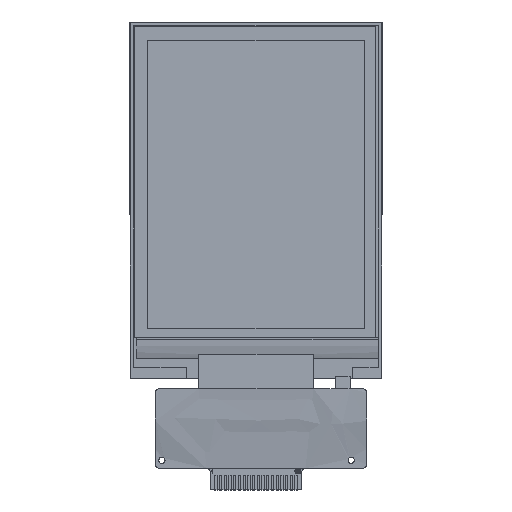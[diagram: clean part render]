
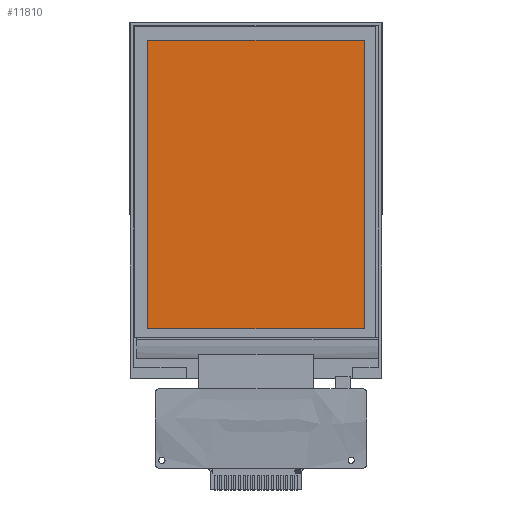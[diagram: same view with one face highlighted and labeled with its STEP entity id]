
A CAD part, top view. The second image highlights one B-rep face of the part: STEP entity #11810.
In plain terms, the highlighted planar face has unit normal (0, 0, 1).
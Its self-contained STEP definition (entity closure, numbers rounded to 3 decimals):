
#630=LINE('',#15845,#1520);
#632=LINE('',#15849,#1522);
#634=LINE('',#15853,#1524);
#636=LINE('',#15857,#1526);
#1520=VECTOR('',#13370,1000.);
#1522=VECTOR('',#13374,1000.);
#1524=VECTOR('',#13378,1000.);
#1526=VECTOR('',#13382,1000.);
#2740=ORIENTED_EDGE('',*,*,#4966,.F.);
#2741=ORIENTED_EDGE('',*,*,#4972,.F.);
#2742=ORIENTED_EDGE('',*,*,#4970,.F.);
#2743=ORIENTED_EDGE('',*,*,#4968,.F.);
#4966=EDGE_CURVE('',#6098,#6099,#630,.T.);
#4968=EDGE_CURVE('',#6099,#6100,#632,.T.);
#4970=EDGE_CURVE('',#6100,#6101,#634,.T.);
#4972=EDGE_CURVE('',#6101,#6098,#636,.T.);
#6098=VERTEX_POINT('',#15844);
#6099=VERTEX_POINT('',#15846);
#6100=VERTEX_POINT('',#15850);
#6101=VERTEX_POINT('',#15854);
#6947=EDGE_LOOP('',(#2740,#2741,#2742,#2743));
#7479=FACE_BOUND('',#6947,.T.);
#7987=PLANE('',#12326);
#11810=ADVANCED_FACE('',(#7479),#7987,.F.);
#12326=AXIS2_PLACEMENT_3D('',#15858,#13383,#13384);
#13370=DIRECTION('',(-1.,0.,0.));
#13374=DIRECTION('',(0.,1.,0.));
#13378=DIRECTION('',(1.,0.,0.));
#13382=DIRECTION('',(0.,-1.,0.));
#13383=DIRECTION('',(0.,0.,-1.));
#13384=DIRECTION('',(-1.,0.,0.));
#15844=CARTESIAN_POINT('',(18.36,-21.815,2.223));
#15845=CARTESIAN_POINT('',(18.36,-21.815,2.223));
#15846=CARTESIAN_POINT('',(-18.36,-21.815,2.223));
#15849=CARTESIAN_POINT('',(-18.36,-21.815,2.223));
#15850=CARTESIAN_POINT('',(-18.36,27.145,2.223));
#15853=CARTESIAN_POINT('',(-18.36,27.145,2.223));
#15854=CARTESIAN_POINT('',(18.36,27.145,2.223));
#15857=CARTESIAN_POINT('',(18.36,27.145,2.223));
#15858=CARTESIAN_POINT('',(0.,0.,2.223));
